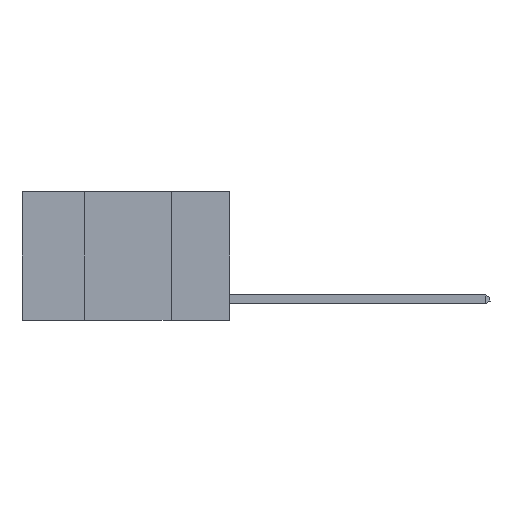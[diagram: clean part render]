
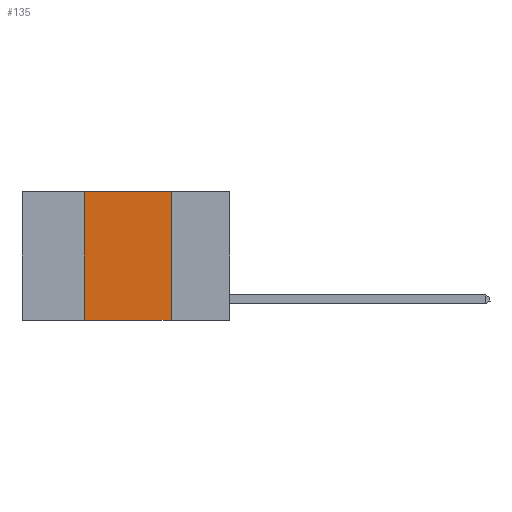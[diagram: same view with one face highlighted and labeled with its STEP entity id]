
A CAD part, left-side view. The second image highlights one B-rep face of the part: STEP entity #135.
In plain terms, the highlighted planar face has unit normal (-1, 0, 0).
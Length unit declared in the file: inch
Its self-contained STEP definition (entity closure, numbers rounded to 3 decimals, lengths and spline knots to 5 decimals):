
#135 = ADVANCED_FACE ( 'NONE', ( #13268 ), #21642, .F. ) ;
#625 = EDGE_CURVE ( 'NONE', #10701, #13321, #22768, .T. ) ;
#1492 = LINE ( 'NONE', #18857, #6925 ) ;
#1679 = DIRECTION ( 'NONE',  ( 0., 0., -1. ) ) ;
#2242 = VECTOR ( 'NONE', #1679, 39.37008 ) ;
#3015 = ORIENTED_EDGE ( 'NONE', *, *, #7400, .F. ) ;
#3604 = CARTESIAN_POINT ( 'NONE',  ( 0., 0.17, 0. ) ) ;
#4285 = VECTOR ( 'NONE', #10548, 39.37008 ) ;
#4801 = CARTESIAN_POINT ( 'NONE',  ( 0., 0.42, -0.37 ) ) ;
#5006 = DIRECTION ( 'NONE',  ( 0., 0., 1. ) ) ;
#5198 = ORIENTED_EDGE ( 'NONE', *, *, #15965, .F. ) ;
#6925 = VECTOR ( 'NONE', #5006, 39.37008 ) ;
#7400 = EDGE_CURVE ( 'NONE', #14919, #10701, #20085, .T. ) ;
#7556 = VECTOR ( 'NONE', #9756, 39.37008 ) ;
#7731 = CARTESIAN_POINT ( 'NONE',  ( 0., 0.6, -0.37 ) ) ;
#8553 = CARTESIAN_POINT ( 'NONE',  ( 0., 0.6, 0. ) ) ;
#8842 = VERTEX_POINT ( 'NONE', #4801 ) ;
#9756 = DIRECTION ( 'NONE',  ( 0., -1., 0. ) ) ;
#9883 = EDGE_LOOP ( 'NONE', ( #13786, #3015, #5198, #16671 ) ) ;
#10548 = DIRECTION ( 'NONE',  ( 0., -1., 0. ) ) ;
#10701 = VERTEX_POINT ( 'NONE', #3604 ) ;
#13225 = AXIS2_PLACEMENT_3D ( 'NONE', #17684, #25542, #13839 ) ;
#13268 = FACE_OUTER_BOUND ( 'NONE', #9883, .T. ) ;
#13321 = VERTEX_POINT ( 'NONE', #23865 ) ;
#13407 = CARTESIAN_POINT ( 'NONE',  ( 0., 0.42, 0. ) ) ;
#13481 = LINE ( 'NONE', #7731, #7556 ) ;
#13786 = ORIENTED_EDGE ( 'NONE', *, *, #625, .F. ) ;
#13839 = DIRECTION ( 'NONE',  ( 0., 0., -1. ) ) ;
#14919 = VERTEX_POINT ( 'NONE', #13407 ) ;
#15965 = EDGE_CURVE ( 'NONE', #8842, #14919, #1492, .T. ) ;
#16671 = ORIENTED_EDGE ( 'NONE', *, *, #20690, .T. ) ;
#17684 = CARTESIAN_POINT ( 'NONE',  ( 0., 0.6, 0. ) ) ;
#18857 = CARTESIAN_POINT ( 'NONE',  ( 0., 0.42, 0. ) ) ;
#20085 = LINE ( 'NONE', #8553, #4285 ) ;
#20690 = EDGE_CURVE ( 'NONE', #8842, #13321, #13481, .T. ) ;
#21642 = PLANE ( 'NONE',  #13225 ) ;
#22768 = LINE ( 'NONE', #25432, #2242 ) ;
#23865 = CARTESIAN_POINT ( 'NONE',  ( 0., 0.17, -0.37 ) ) ;
#25432 = CARTESIAN_POINT ( 'NONE',  ( 0., 0.17, 0. ) ) ;
#25542 = DIRECTION ( 'NONE',  ( 1., 0., 0. ) ) ;
